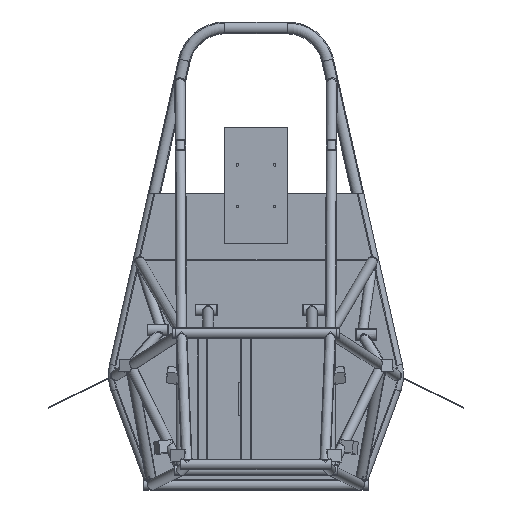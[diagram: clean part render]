
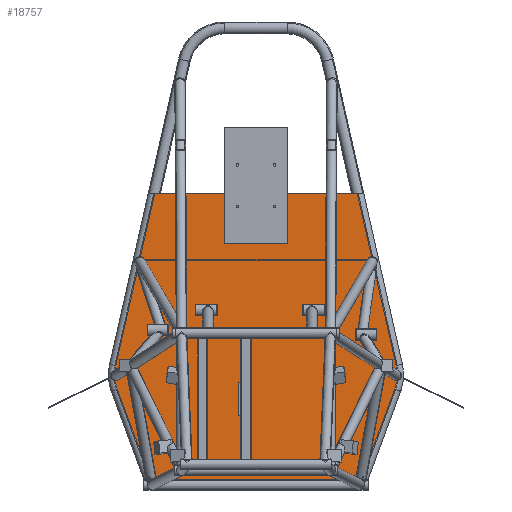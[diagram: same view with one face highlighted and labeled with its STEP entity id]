
A CAD part, left-side view. The second image highlights one B-rep face of the part: STEP entity #18757.
In plain terms, the highlighted planar face has unit normal (-1, 0, 0).
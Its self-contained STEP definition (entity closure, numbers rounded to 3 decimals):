
#296=PLANE('',#20486);
#928=ELLIPSE('',#20487,23.154,12.7);
#929=ELLIPSE('',#20489,13.408,12.7);
#930=ELLIPSE('',#20491,29.428,12.7);
#931=ELLIPSE('',#20492,29.428,12.7);
#932=ELLIPSE('',#20494,13.408,12.7);
#933=ELLIPSE('',#20496,28.934,12.7);
#934=ELLIPSE('',#20497,13.479,12.7);
#935=ELLIPSE('',#20498,13.479,12.7);
#1661=LINE('',#35496,#2529);
#1676=LINE('',#35557,#2544);
#1679=LINE('',#35576,#2547);
#1680=LINE('',#35578,#2548);
#1681=LINE('',#35582,#2549);
#1682=LINE('',#35590,#2550);
#1683=LINE('',#35595,#2551);
#1684=LINE('',#35603,#2552);
#1685=LINE('',#35607,#2553);
#1686=LINE('',#35611,#2554);
#2529=VECTOR('',#23741,10.);
#2544=VECTOR('',#23796,10.);
#2547=VECTOR('',#23821,10.);
#2548=VECTOR('',#23822,10.);
#2549=VECTOR('',#23825,10.);
#2550=VECTOR('',#23832,10.);
#2551=VECTOR('',#23837,10.);
#2552=VECTOR('',#23844,10.);
#2553=VECTOR('',#23847,10.);
#2554=VECTOR('',#23850,10.);
#3371=CIRCLE('',#20488,98.805);
#3372=CIRCLE('',#20490,98.805);
#3373=CIRCLE('',#20493,98.805);
#3374=CIRCLE('',#20495,98.805);
#3957=FACE_BOUND('',#5886,.T.);
#4595=FACE_OUTER_BOUND('',#5885,.T.);
#5885=EDGE_LOOP('',(#13421,#13422,#13423,#13424,#13425,#13426,#13427,#13428,
#13429,#13430,#13431,#13432,#13433,#13434,#13435,#13436,#13437,#13438));
#5886=EDGE_LOOP('',(#13439,#13440,#13441,#13442));
#8012=VERTEX_POINT('',#35490);
#8014=VERTEX_POINT('',#35494);
#8038=VERTEX_POINT('',#35553);
#8040=VERTEX_POINT('',#35556);
#8045=VERTEX_POINT('',#35575);
#8046=VERTEX_POINT('',#35577);
#8047=VERTEX_POINT('',#35579);
#8048=VERTEX_POINT('',#35581);
#8049=VERTEX_POINT('',#35583);
#8050=VERTEX_POINT('',#35585);
#8051=VERTEX_POINT('',#35587);
#8052=VERTEX_POINT('',#35589);
#8053=VERTEX_POINT('',#35592);
#8054=VERTEX_POINT('',#35594);
#8055=VERTEX_POINT('',#35596);
#8056=VERTEX_POINT('',#35598);
#8057=VERTEX_POINT('',#35600);
#8058=VERTEX_POINT('',#35602);
#8059=VERTEX_POINT('',#35605);
#8060=VERTEX_POINT('',#35606);
#8061=VERTEX_POINT('',#35608);
#8062=VERTEX_POINT('',#35610);
#10080=EDGE_CURVE('',#8012,#8014,#1661,.T.);
#10109=EDGE_CURVE('',#8040,#8038,#1676,.T.);
#10119=EDGE_CURVE('',#8012,#8045,#1679,.T.);
#10120=EDGE_CURVE('',#8046,#8014,#1680,.T.);
#10121=EDGE_CURVE('',#8047,#8046,#928,.T.);
#10122=EDGE_CURVE('',#8048,#8047,#1681,.T.);
#10123=EDGE_CURVE('',#8049,#8048,#3371,.T.);
#10124=EDGE_CURVE('',#8050,#8049,#929,.T.);
#10125=EDGE_CURVE('',#8051,#8050,#3372,.T.);
#10126=EDGE_CURVE('',#8052,#8051,#1682,.T.);
#10127=EDGE_CURVE('',#8040,#8052,#930,.T.);
#10128=EDGE_CURVE('',#8053,#8038,#931,.T.);
#10129=EDGE_CURVE('',#8054,#8053,#1683,.T.);
#10130=EDGE_CURVE('',#8055,#8054,#3373,.T.);
#10131=EDGE_CURVE('',#8056,#8055,#932,.T.);
#10132=EDGE_CURVE('',#8057,#8056,#3374,.T.);
#10133=EDGE_CURVE('',#8058,#8057,#1684,.T.);
#10134=EDGE_CURVE('',#8045,#8058,#933,.T.);
#10135=EDGE_CURVE('',#8059,#8060,#1685,.T.);
#10136=EDGE_CURVE('',#8061,#8059,#934,.T.);
#10137=EDGE_CURVE('',#8062,#8061,#1686,.T.);
#10138=EDGE_CURVE('',#8060,#8062,#935,.T.);
#13421=ORIENTED_EDGE('',*,*,#10119,.F.);
#13422=ORIENTED_EDGE('',*,*,#10080,.T.);
#13423=ORIENTED_EDGE('',*,*,#10120,.F.);
#13424=ORIENTED_EDGE('',*,*,#10121,.F.);
#13425=ORIENTED_EDGE('',*,*,#10122,.F.);
#13426=ORIENTED_EDGE('',*,*,#10123,.F.);
#13427=ORIENTED_EDGE('',*,*,#10124,.F.);
#13428=ORIENTED_EDGE('',*,*,#10125,.F.);
#13429=ORIENTED_EDGE('',*,*,#10126,.F.);
#13430=ORIENTED_EDGE('',*,*,#10127,.F.);
#13431=ORIENTED_EDGE('',*,*,#10109,.T.);
#13432=ORIENTED_EDGE('',*,*,#10128,.F.);
#13433=ORIENTED_EDGE('',*,*,#10129,.F.);
#13434=ORIENTED_EDGE('',*,*,#10130,.F.);
#13435=ORIENTED_EDGE('',*,*,#10131,.F.);
#13436=ORIENTED_EDGE('',*,*,#10132,.F.);
#13437=ORIENTED_EDGE('',*,*,#10133,.F.);
#13438=ORIENTED_EDGE('',*,*,#10134,.F.);
#13439=ORIENTED_EDGE('',*,*,#10135,.F.);
#13440=ORIENTED_EDGE('',*,*,#10136,.F.);
#13441=ORIENTED_EDGE('',*,*,#10137,.F.);
#13442=ORIENTED_EDGE('',*,*,#10138,.F.);
#18757=ADVANCED_FACE('',(#4595,#3957),#296,.F.);
#20486=AXIS2_PLACEMENT_3D('',#35574,#23819,#23820);
#20487=AXIS2_PLACEMENT_3D('',#35580,#23823,#23824);
#20488=AXIS2_PLACEMENT_3D('',#35584,#23826,#23827);
#20489=AXIS2_PLACEMENT_3D('',#35586,#23828,#23829);
#20490=AXIS2_PLACEMENT_3D('',#35588,#23830,#23831);
#20491=AXIS2_PLACEMENT_3D('',#35591,#23833,#23834);
#20492=AXIS2_PLACEMENT_3D('',#35593,#23835,#23836);
#20493=AXIS2_PLACEMENT_3D('',#35597,#23838,#23839);
#20494=AXIS2_PLACEMENT_3D('',#35599,#23840,#23841);
#20495=AXIS2_PLACEMENT_3D('',#35601,#23842,#23843);
#20496=AXIS2_PLACEMENT_3D('',#35604,#23845,#23846);
#20497=AXIS2_PLACEMENT_3D('',#35609,#23848,#23849);
#20498=AXIS2_PLACEMENT_3D('',#35612,#23851,#23852);
#23741=DIRECTION('',(0.,1.,0.));
#23796=DIRECTION('',(0.,-1.,0.));
#23819=DIRECTION('center_axis',(1.,0.,0.));
#23820=DIRECTION('ref_axis',(0.,0.,-1.));
#23821=DIRECTION('',(0.,-0.22,-0.975));
#23822=DIRECTION('',(0.,-0.22,0.975));
#23823=DIRECTION('center_axis',(-1.,0.,0.));
#23824=DIRECTION('ref_axis',(0.,-0.308,-0.951));
#23825=DIRECTION('',(0.,-0.22,0.975));
#23826=DIRECTION('center_axis',(1.,0.,0.));
#23827=DIRECTION('ref_axis',(0.,0.,-1.));
#23828=DIRECTION('center_axis',(-1.,0.,0.));
#23829=DIRECTION('ref_axis',(0.,-0.84,0.543));
#23830=DIRECTION('center_axis',(1.,0.,0.));
#23831=DIRECTION('ref_axis',(0.,0.,-1.));
#23832=DIRECTION('',(0.,0.347,0.938));
#23833=DIRECTION('center_axis',(-1.,0.,0.));
#23834=DIRECTION('ref_axis',(0.,-0.177,-0.984));
#23835=DIRECTION('center_axis',(-1.,0.,0.));
#23836=DIRECTION('ref_axis',(0.,-0.177,0.984));
#23837=DIRECTION('',(0.,0.347,-0.938));
#23838=DIRECTION('center_axis',(1.,0.,0.));
#23839=DIRECTION('ref_axis',(0.,0.,-1.));
#23840=DIRECTION('center_axis',(-1.,0.,0.));
#23841=DIRECTION('ref_axis',(0.,0.84,0.543));
#23842=DIRECTION('center_axis',(1.,0.,0.));
#23843=DIRECTION('ref_axis',(0.,0.,-1.));
#23844=DIRECTION('',(0.,-0.22,-0.975));
#23845=DIRECTION('center_axis',(-1.,0.,0.));
#23846=DIRECTION('ref_axis',(0.,-0.14,0.99));
#23847=DIRECTION('',(0.,-1.,0.));
#23848=DIRECTION('center_axis',(1.,0.,0.));
#23849=DIRECTION('ref_axis',(0.,-0.504,-0.863));
#23850=DIRECTION('',(0.,1.,0.));
#23851=DIRECTION('center_axis',(1.,0.,0.));
#23852=DIRECTION('ref_axis',(0.,0.504,-0.863));
#35490=CARTESIAN_POINT('',(-14.25,-243.652,766.3));
#35494=CARTESIAN_POINT('',(-14.25,243.652,766.3));
#35496=CARTESIAN_POINT('',(-14.25,259.537,766.3));
#35553=CARTESIAN_POINT('',(-14.25,-242.306,77.));
#35556=CARTESIAN_POINT('',(-14.25,242.306,77.));
#35557=CARTESIAN_POINT('',(-14.25,-271.,77.));
#35574=CARTESIAN_POINT('Origin',(-14.25,0.,418.423));
#35575=CARTESIAN_POINT('',(-14.25,-280.31,604.109));
#35576=CARTESIAN_POINT('',(-14.25,-254.475,718.415));
#35577=CARTESIAN_POINT('',(-14.25,279.882,606.004));
#35578=CARTESIAN_POINT('',(-14.25,254.475,718.415));
#35579=CARTESIAN_POINT('',(-14.25,286.24,577.871));
#35580=CARTESIAN_POINT('Origin',(-14.25,274.804,583.631));
#35581=CARTESIAN_POINT('',(-14.25,337.575,350.748));
#35582=CARTESIAN_POINT('',(-14.25,254.475,718.415));
#35583=CARTESIAN_POINT('',(-14.25,339.364,340.21));
#35584=CARTESIAN_POINT('Origin',(-14.25,241.201,328.965));
#35585=CARTESIAN_POINT('',(-14.25,338.98,314.766));
#35586=CARTESIAN_POINT('Origin',(-14.25,337.072,327.62));
#35587=CARTESIAN_POINT('',(-14.25,333.879,294.714));
#35588=CARTESIAN_POINT('Origin',(-14.25,241.201,328.965));
#35589=CARTESIAN_POINT('',(-14.25,267.272,114.481));
#35590=CARTESIAN_POINT('',(-14.25,291.379,179.714));
#35591=CARTESIAN_POINT('Origin',(-14.25,255.281,93.614));
#35592=CARTESIAN_POINT('',(-14.25,-267.272,114.481));
#35593=CARTESIAN_POINT('Origin',(-14.25,-255.281,93.614));
#35594=CARTESIAN_POINT('',(-14.25,-333.879,294.714));
#35595=CARTESIAN_POINT('',(-14.25,-291.379,179.714));
#35596=CARTESIAN_POINT('',(-14.25,-338.98,314.766));
#35597=CARTESIAN_POINT('Origin',(-14.25,-241.201,328.965));
#35598=CARTESIAN_POINT('',(-14.25,-339.364,340.21));
#35599=CARTESIAN_POINT('Origin',(-14.25,-337.072,327.62));
#35600=CARTESIAN_POINT('',(-14.25,-337.575,350.748));
#35601=CARTESIAN_POINT('Origin',(-14.25,-241.201,328.965));
#35602=CARTESIAN_POINT('',(-14.25,-288.693,567.02));
#35603=CARTESIAN_POINT('',(-14.25,-254.475,718.415));
#35604=CARTESIAN_POINT('Origin',(-14.25,-277.406,575.416));
#35605=CARTESIAN_POINT('',(-14.25,266.585,603.105));
#35606=CARTESIAN_POINT('',(-14.25,-266.585,603.105));
#35607=CARTESIAN_POINT('',(-14.25,140.746,603.105));
#35608=CARTESIAN_POINT('',(-14.25,267.518,605.495));
#35609=CARTESIAN_POINT('Origin',(-14.25,278.935,599.923));
#35610=CARTESIAN_POINT('',(-14.25,-267.518,605.495));
#35611=CARTESIAN_POINT('',(-14.25,140.746,605.495));
#35612=CARTESIAN_POINT('Origin',(-14.25,-278.935,599.923));
